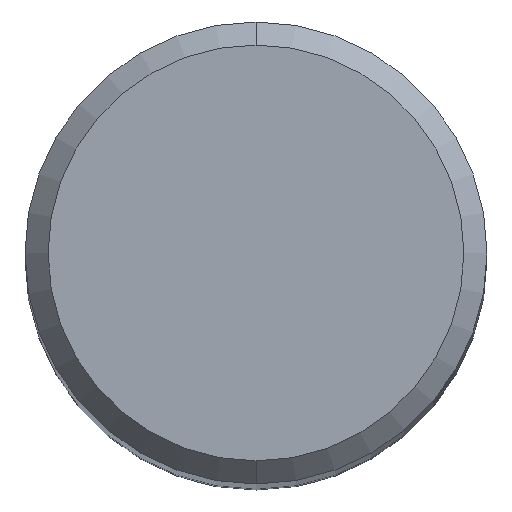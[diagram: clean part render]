
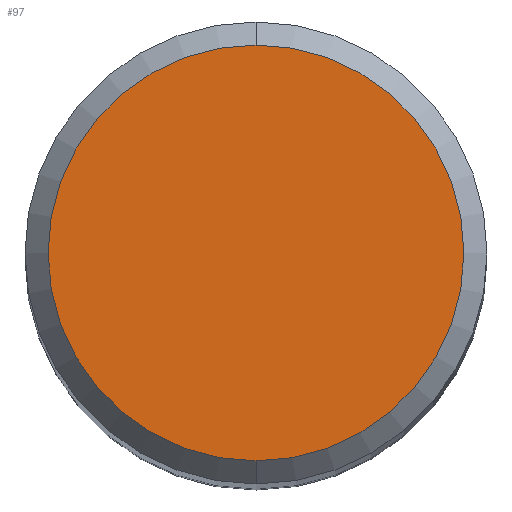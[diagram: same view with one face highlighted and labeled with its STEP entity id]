
A CAD part, top view. The second image highlights one B-rep face of the part: STEP entity #97.
In plain terms, the highlighted planar face has unit normal (0, 0, 1).
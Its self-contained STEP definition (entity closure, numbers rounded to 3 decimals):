
#97=ADVANCED_FACE('',(#214),#215,.T.);
#123=EDGE_CURVE('',#153,#167,#244,.T.);
#141=EDGE_CURVE('',#167,#153,#264,.T.);
#153=VERTEX_POINT('',#277);
#167=VERTEX_POINT('',#292);
#214=FACE_OUTER_BOUND('',#338,.T.);
#215=PLANE('',#339);
#244=CIRCLE('',#374,9.0);
#264=CIRCLE('',#398,9.0);
#277=CARTESIAN_POINT('',(0.,-9.0,0.0));
#292=CARTESIAN_POINT('',(0.0,9.0,0.0));
#338=EDGE_LOOP('',(#467,#468));
#339=AXIS2_PLACEMENT_3D('',#469,#470,#471);
#374=AXIS2_PLACEMENT_3D('',#507,#508,#509);
#398=AXIS2_PLACEMENT_3D('',#536,#537,#538);
#467=ORIENTED_EDGE('',*,*,#141,.F.);
#468=ORIENTED_EDGE('',*,*,#123,.F.);
#469=CARTESIAN_POINT('',(0.0,4.5,0.0));
#470=DIRECTION('',(-0.0,0.0,1.0));
#471=DIRECTION('',(0.0,-1.0,0.0));
#507=CARTESIAN_POINT('',(0.0,0.0,0.0));
#508=DIRECTION('',(0.0,0.0,-1.0));
#509=DIRECTION('',(0.0,1.0,0.0));
#536=CARTESIAN_POINT('',(0.0,0.0,0.0));
#537=DIRECTION('',(0.0,0.0,-1.0));
#538=DIRECTION('',(0.0,1.0,0.0));
